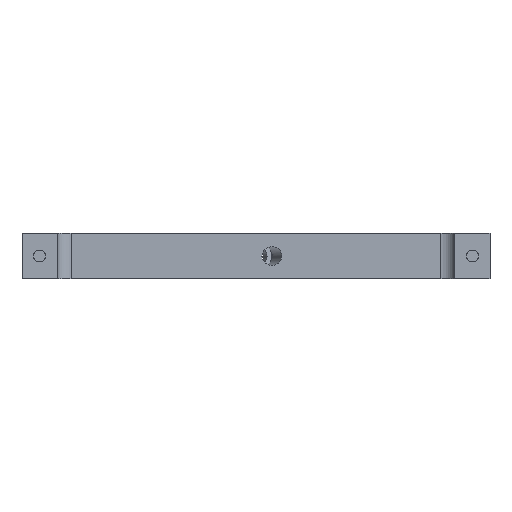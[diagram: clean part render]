
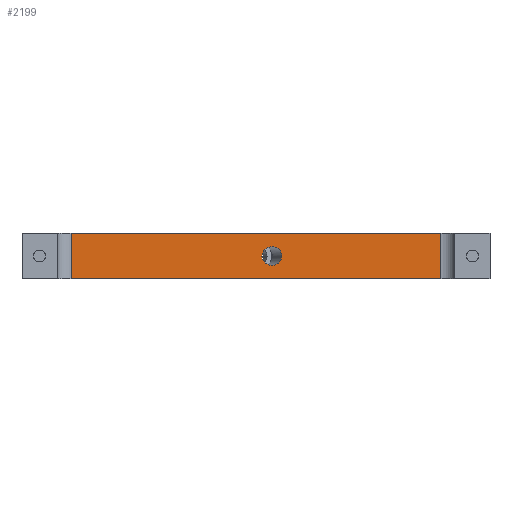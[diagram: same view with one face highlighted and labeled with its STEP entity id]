
A CAD part, front view. The second image highlights one B-rep face of the part: STEP entity #2199.
In plain terms, the highlighted planar face has unit normal (0, -1, 0).
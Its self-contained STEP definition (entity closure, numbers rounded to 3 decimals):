
#15=ELLIPSE('',#2408,3.512,3.3);
#83=FACE_BOUND('',#406,.T.);
#152=PLANE('',#2410);
#265=FACE_OUTER_BOUND('',#405,.T.);
#405=EDGE_LOOP('',(#2078,#2079,#2080,#2081));
#406=EDGE_LOOP('',(#2082));
#427=LINE('',#3116,#654);
#468=LINE('',#3267,#695);
#502=LINE('',#3359,#729);
#507=LINE('',#3373,#734);
#654=VECTOR('',#2475,10.);
#695=VECTOR('',#2598,10.);
#729=VECTOR('',#2670,10.);
#734=VECTOR('',#2689,10.);
#982=VERTEX_POINT('',#3113);
#983=VERTEX_POINT('',#3115);
#1051=VERTEX_POINT('',#3264);
#1052=VERTEX_POINT('',#3266);
#1149=VERTEX_POINT('',#3660);
#1189=EDGE_CURVE('',#983,#982,#427,.T.);
#1264=EDGE_CURVE('',#1052,#1051,#468,.T.);
#1311=EDGE_CURVE('',#1052,#982,#502,.T.);
#1318=EDGE_CURVE('',#983,#1051,#507,.T.);
#1459=EDGE_CURVE('',#1149,#1149,#15,.T.);
#2078=ORIENTED_EDGE('',*,*,#1311,.F.);
#2079=ORIENTED_EDGE('',*,*,#1264,.T.);
#2080=ORIENTED_EDGE('',*,*,#1318,.F.);
#2081=ORIENTED_EDGE('',*,*,#1189,.T.);
#2082=ORIENTED_EDGE('',*,*,#1459,.T.);
#2199=ADVANCED_FACE('',(#265,#83),#152,.T.);
#2408=AXIS2_PLACEMENT_3D('',#3661,#3027,#3028);
#2410=AXIS2_PLACEMENT_3D('',#3664,#3032,#3033);
#2475=DIRECTION('',(1.,0.,0.));
#2598=DIRECTION('',(-1.,0.,0.));
#2670=DIRECTION('',(0.,0.,-1.));
#2689=DIRECTION('',(0.,0.,1.));
#3027=DIRECTION('center_axis',(0.,1.,0.));
#3028=DIRECTION('ref_axis',(1.,0.,0.));
#3032=DIRECTION('center_axis',(0.,-1.,0.));
#3033=DIRECTION('ref_axis',(0.,0.,-1.));
#3113=CARTESIAN_POINT('',(65.49,12.,-8.));
#3115=CARTESIAN_POINT('',(-65.49,12.,-8.));
#3116=CARTESIAN_POINT('',(12.43,12.,-8.));
#3264=CARTESIAN_POINT('',(-65.49,12.,8.));
#3266=CARTESIAN_POINT('',(65.49,12.,8.));
#3267=CARTESIAN_POINT('',(12.43,12.,8.));
#3359=CARTESIAN_POINT('',(65.49,12.,0.));
#3373=CARTESIAN_POINT('',(-65.49,12.,0.));
#3660=CARTESIAN_POINT('',(2.125,12.,0.));
#3661=CARTESIAN_POINT('Origin',(5.636,12.,0.));
#3664=CARTESIAN_POINT('Origin',(0.,12.,
0.));
